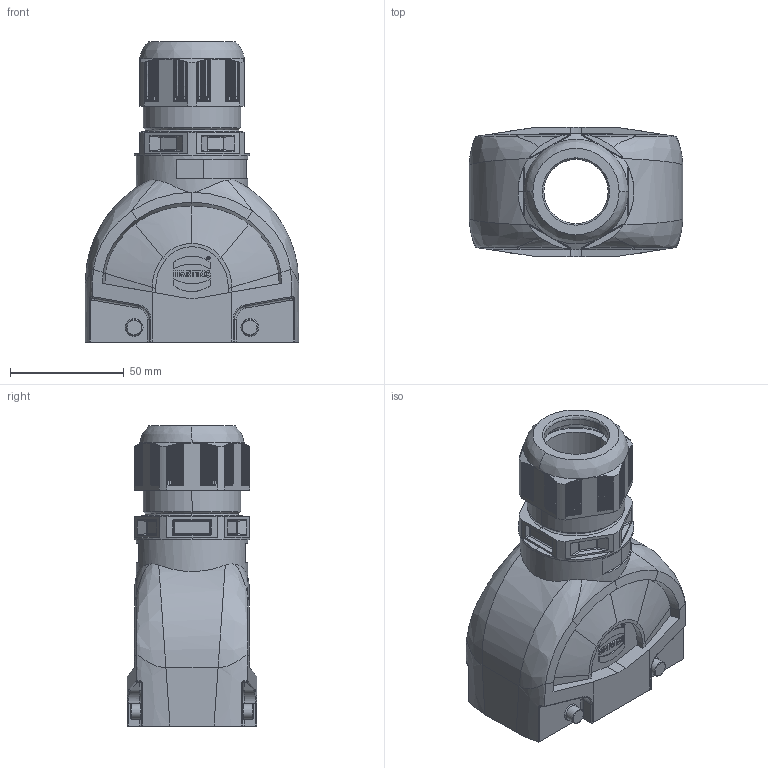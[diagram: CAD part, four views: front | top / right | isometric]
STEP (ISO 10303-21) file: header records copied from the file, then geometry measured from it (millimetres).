
FILE_DESCRIPTION(/* description */ (''),/* implementation_level */ '2;1');
FILE_NAME(/* name */ '100556278ugm000_c.stp',/* time_stamp */ '2017-11-24T13:18:35+01:00',/* author */ (''),/* organization */ (''),/* preprocessor_version */ 'ST-DEVELOPER v16',/* originating_system */ 'SIEMENS PLM Software NX 10.0',/* authorisation */ '');
FILE_SCHEMA (('AUTOMOTIVE_DESIGN { 1 0 10303 214 3 1 1 1 }'));
Products named in the file (1): 100556278ugm000_c
Bounding box: 94 x 57 x 132.1 mm (x, y, z)
Volume: 163818 mm3; surface area: 77760.3 mm2
Topology: 1 solids, 1 shells, 1570 faces, 4369 edges, 2842 vertices
Faces by surface type: plane 803, revolution 480, bspline 136, cylinder 126, cone 25
Full cylindrical faces by diameter (mm): 1.12 x2, 1.2 x2, 1.57 x2, 6.8 x4, 34 x1, 38.6 x1, 49 x1
Entity records: 68167 total; most frequent: CARTESIAN_POINT 19195, ORIENTED_EDGE 8668, DIRECTION 6588, EDGE_CURVE 4334, VERTEX_POINT 2831, LINE 2540, VECTOR 2540, AXIS2_PLACEMENT_3D 1784
